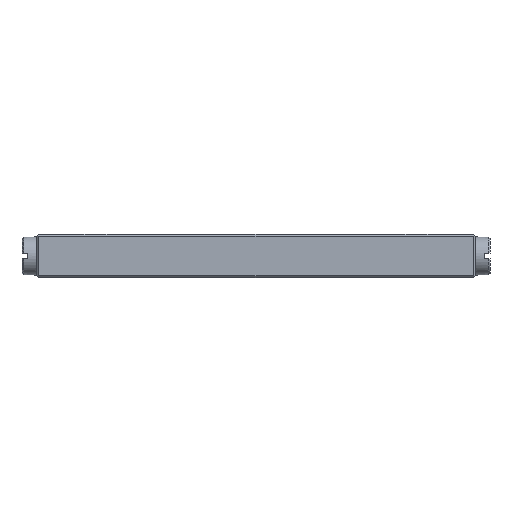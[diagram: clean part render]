
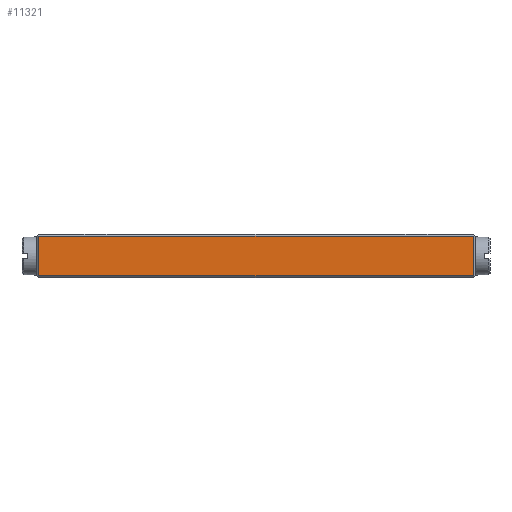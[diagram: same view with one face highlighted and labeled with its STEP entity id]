
A CAD part, front view. The second image highlights one B-rep face of the part: STEP entity #11321.
In plain terms, the highlighted planar face has unit normal (0, -1, 0).
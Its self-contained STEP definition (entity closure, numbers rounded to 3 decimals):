
#9328=FACE_OUTER_BOUND('',#17329,.T.);
#11321=ADVANCED_FACE('',(#9328),#13571,.T.);
#13571=PLANE('',#48412);
#17329=EDGE_LOOP('',(#20196,#20197,#20198,#20199));
#20196=ORIENTED_EDGE('',*,*,#35188,.T.);
#20197=ORIENTED_EDGE('',*,*,#35189,.T.);
#20198=ORIENTED_EDGE('',*,*,#35190,.T.);
#20199=ORIENTED_EDGE('',*,*,#35191,.T.);
#31420=VERTEX_POINT('',#61488);
#31421=VERTEX_POINT('',#61489);
#31422=VERTEX_POINT('',#61491);
#31423=VERTEX_POINT('',#61493);
#35188=EDGE_CURVE('',#31420,#31421,#40720,.T.);
#35189=EDGE_CURVE('',#31421,#31422,#40721,.T.);
#35190=EDGE_CURVE('',#31422,#31423,#40722,.T.);
#35191=EDGE_CURVE('',#31423,#31420,#40723,.T.);
#40720=LINE('',#61487,#44644);
#40721=LINE('',#61490,#44645);
#40722=LINE('',#61492,#44646);
#40723=LINE('',#61494,#44647);
#44644=VECTOR('',#51393,1.);
#44645=VECTOR('',#51394,1.);
#44646=VECTOR('',#51395,1.);
#44647=VECTOR('',#51396,1.);
#48412=AXIS2_PLACEMENT_3D('',#61495,#51397,#51398);
#51393=DIRECTION('',(-1.,0.,0.));
#51394=DIRECTION('',(0.,0.,-1.));
#51395=DIRECTION('',(1.,0.,0.));
#51396=DIRECTION('',(0.,0.,1.));
#51397=DIRECTION('',(0.,-1.,0.));
#51398=DIRECTION('',(0.,0.,1.));
#61487=CARTESIAN_POINT('',(30.,-3.95,5.65));
#61488=CARTESIAN_POINT('',(59.725,-3.95,5.65));
#61489=CARTESIAN_POINT('',(0.275,-3.95,5.65));
#61490=CARTESIAN_POINT('',(0.275,-3.95,-0.05));
#61491=CARTESIAN_POINT('',(0.275,-3.95,0.25));
#61492=CARTESIAN_POINT('',(30.,-3.95,0.25));
#61493=CARTESIAN_POINT('',(59.725,-3.95,0.25));
#61494=CARTESIAN_POINT('',(59.725,-3.95,-0.05));
#61495=CARTESIAN_POINT('',(30.,-3.95,-0.05));
